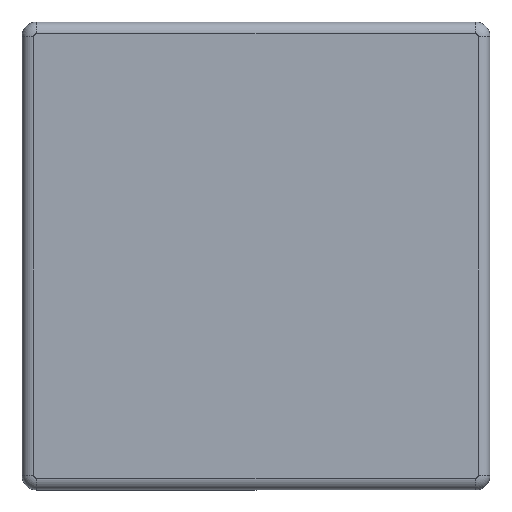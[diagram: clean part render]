
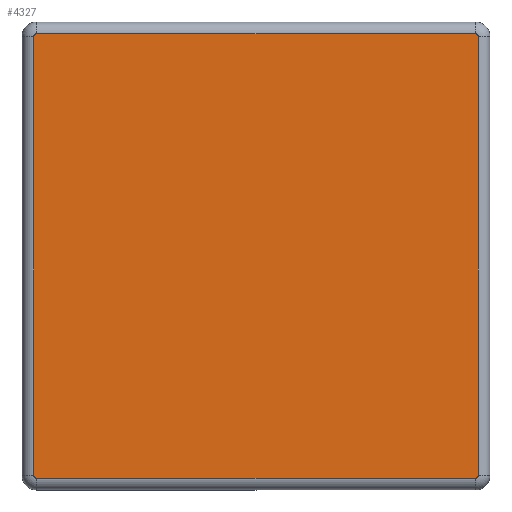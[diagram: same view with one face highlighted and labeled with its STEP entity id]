
A CAD part, top view. The second image highlights one B-rep face of the part: STEP entity #4327.
In plain terms, the highlighted planar face has unit normal (0, 0, 1).
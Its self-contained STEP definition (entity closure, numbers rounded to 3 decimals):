
#2064 = CARTESIAN_POINT ( 'NONE',  ( -37.5, -38., 2.5 ) ) ;
#2177 = PLANE ( 'NONE',  #2186 ) ;
#2186 = AXIS2_PLACEMENT_3D ( 'NONE', #2217, #2216, #2215 ) ;
#2190 = CARTESIAN_POINT ( 'NONE',  ( 37.5, -38., 2.5 ) ) ;
#2198 = CARTESIAN_POINT ( 'NONE',  ( 37.5, 38., 2.5 ) ) ;
#2205 = CIRCLE ( 'NONE', #2259, 0.5 ) ;
#2212 = CARTESIAN_POINT ( 'NONE',  ( -37.5, 38., 2.5 ) ) ;
#2213 = CARTESIAN_POINT ( 'NONE',  ( 38., 37.5, 2.5 ) ) ;
#2214 = CARTESIAN_POINT ( 'NONE',  ( 38., 37.5, 2.5 ) ) ;
#2215 = DIRECTION ( 'NONE',  ( 1., 0., 0. ) ) ;
#2216 = DIRECTION ( 'NONE',  ( 0., 0., 1. ) ) ;
#2217 = CARTESIAN_POINT ( 'NONE',  ( -40., 40., 2.5 ) ) ;
#2222 = FACE_OUTER_BOUND ( 'NONE', #4257, .T. ) ;
#2226 = CARTESIAN_POINT ( 'NONE',  ( -38., 37.5, 2.5 ) ) ;
#2227 = CARTESIAN_POINT ( 'NONE',  ( -38., -37.5, 2.5 ) ) ;
#2235 = CARTESIAN_POINT ( 'NONE',  ( -37.5, -37.5, 2.5 ) ) ;
#2237 = CARTESIAN_POINT ( 'NONE',  ( 37.5, -37.5, 2.5 ) ) ;
#2238 = DIRECTION ( 'NONE',  ( 0., 0., 1. ) ) ;
#2240 = AXIS2_PLACEMENT_3D ( 'NONE', #2235, #2290, #2289 ) ;
#2242 = CARTESIAN_POINT ( 'NONE',  ( 37.5, -38., 2.5 ) ) ;
#2248 = DIRECTION ( 'NONE',  ( 1., 0., 0. ) ) ;
#2249 = DIRECTION ( 'NONE',  ( 0., 0., 1. ) ) ;
#2250 = CARTESIAN_POINT ( 'NONE',  ( 37.5, 37.5, 2.5 ) ) ;
#2251 = CIRCLE ( 'NONE', #2298, 0.5 ) ;
#2254 = DIRECTION ( 'NONE',  ( 0., -1., 0. ) ) ;
#2255 = VECTOR ( 'NONE', #2254, 1000. ) ;
#2256 = CARTESIAN_POINT ( 'NONE',  ( -38., -37.5, 2.5 ) ) ;
#2257 = CARTESIAN_POINT ( 'NONE',  ( 38., -37.5, 2.5 ) ) ;
#2259 = AXIS2_PLACEMENT_3D ( 'NONE', #2250, #2249, #2248 ) ;
#2260 = DIRECTION ( 'NONE',  ( 0., 1., 0. ) ) ;
#2261 = VECTOR ( 'NONE', #2260, 1000. ) ;
#2262 = LINE ( 'NONE', #2213, #2261 ) ;
#2266 = LINE ( 'NONE', #2256, #2255 ) ;
#2282 = DIRECTION ( 'NONE',  ( 1., 0., 0. ) ) ;
#2283 = DIRECTION ( 'NONE',  ( 0., 0., 1. ) ) ;
#2284 = AXIS2_PLACEMENT_3D ( 'NONE', #2292, #2283, #2282 ) ;
#2289 = DIRECTION ( 'NONE',  ( 1., 0., 0. ) ) ;
#2290 = DIRECTION ( 'NONE',  ( 0., 0., 1. ) ) ;
#2291 = CIRCLE ( 'NONE', #2284, 0.5 ) ;
#2292 = CARTESIAN_POINT ( 'NONE',  ( -37.5, 37.5, 2.5 ) ) ;
#2293 = DIRECTION ( 'NONE',  ( 1., 0., 0. ) ) ;
#2294 = VECTOR ( 'NONE', #2293, 1000. ) ;
#2295 = LINE ( 'NONE', #2242, #2294 ) ;
#2296 = CIRCLE ( 'NONE', #2240, 0.5 ) ;
#2297 = DIRECTION ( 'NONE',  ( 1., 0., 0. ) ) ;
#2298 = AXIS2_PLACEMENT_3D ( 'NONE', #2237, #2238, #2297 ) ;
#2324 = DIRECTION ( 'NONE',  ( -1., 0., 0. ) ) ;
#2325 = VECTOR ( 'NONE', #2324, 1000. ) ;
#2326 = CARTESIAN_POINT ( 'NONE',  ( -37.5, 38., 2.5 ) ) ;
#2327 = LINE ( 'NONE', #2326, #2325 ) ;
#4257 = EDGE_LOOP ( 'NONE', ( #4260, #4347, #4351, #4296, #4338, #4328, #4311, #4373 ) ) ;
#4260 = ORIENTED_EDGE ( 'NONE', *, *, #4341, .T. ) ;
#4262 = VERTEX_POINT ( 'NONE', #2064 ) ;
#4296 = ORIENTED_EDGE ( 'NONE', *, *, #4346, .T. ) ;
#4306 = VERTEX_POINT ( 'NONE', #2190 ) ;
#4311 = ORIENTED_EDGE ( 'NONE', *, *, #4367, .T. ) ;
#4318 = VERTEX_POINT ( 'NONE', #2227 ) ;
#4320 = VERTEX_POINT ( 'NONE', #2226 ) ;
#4327 = ADVANCED_FACE ( 'NONE', ( #2222 ), #2177, .T. ) ;
#4328 = ORIENTED_EDGE ( 'NONE', *, *, #4342, .T. ) ;
#4333 = VERTEX_POINT ( 'NONE', #2214 ) ;
#4334 = VERTEX_POINT ( 'NONE', #2212 ) ;
#4337 = EDGE_CURVE ( 'NONE', #4344, #4333, #2262, .T. ) ;
#4338 = ORIENTED_EDGE ( 'NONE', *, *, #4337, .T. ) ;
#4340 = VERTEX_POINT ( 'NONE', #2198 ) ;
#4341 = EDGE_CURVE ( 'NONE', #4320, #4318, #2266, .T. ) ;
#4342 = EDGE_CURVE ( 'NONE', #4333, #4340, #2205, .T. ) ;
#4344 = VERTEX_POINT ( 'NONE', #2257 ) ;
#4346 = EDGE_CURVE ( 'NONE', #4306, #4344, #2251, .T. ) ;
#4347 = ORIENTED_EDGE ( 'NONE', *, *, #4349, .T. ) ;
#4348 = EDGE_CURVE ( 'NONE', #4262, #4306, #2295, .T. ) ;
#4349 = EDGE_CURVE ( 'NONE', #4318, #4262, #2296, .T. ) ;
#4351 = ORIENTED_EDGE ( 'NONE', *, *, #4348, .T. ) ;
#4355 = EDGE_CURVE ( 'NONE', #4334, #4320, #2291, .T. ) ;
#4367 = EDGE_CURVE ( 'NONE', #4340, #4334, #2327, .T. ) ;
#4373 = ORIENTED_EDGE ( 'NONE', *, *, #4355, .T. ) ;
